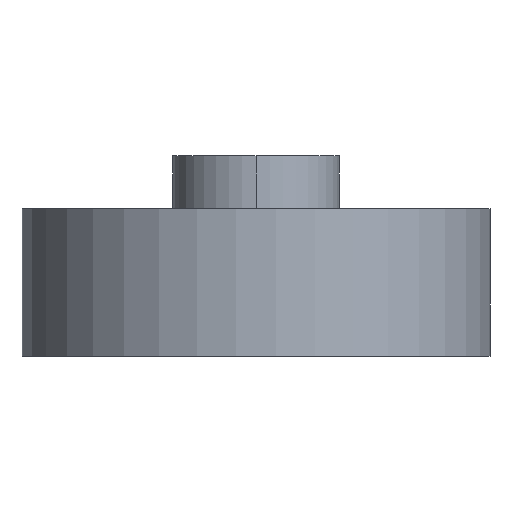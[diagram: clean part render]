
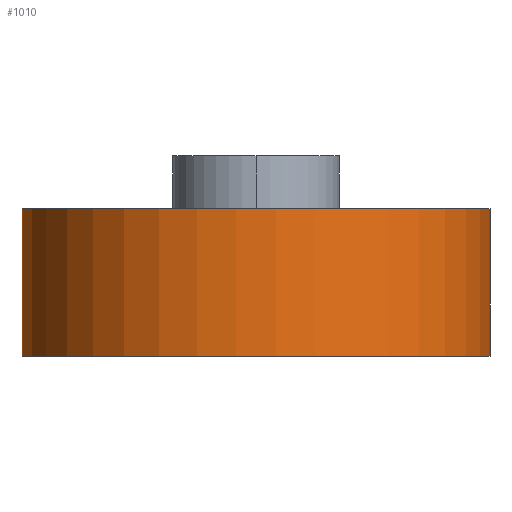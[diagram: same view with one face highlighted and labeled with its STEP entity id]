
A CAD part, left-side view. The second image highlights one B-rep face of the part: STEP entity #1010.
In plain terms, the highlighted cylindrical face has radius 11.1 mm (diameter 22.2 mm), a partial arc.
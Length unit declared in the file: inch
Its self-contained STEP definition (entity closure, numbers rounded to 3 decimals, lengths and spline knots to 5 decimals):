
#30 = DIRECTION ( 'NONE',  ( 0., 0., 1. ) ) ;
#105 = VERTEX_POINT ( 'NONE', #981 ) ;
#113 = ORIENTED_EDGE ( 'NONE', *, *, #456, .F. ) ;
#156 = CARTESIAN_POINT ( 'NONE',  ( 0.3433, -0.27041, 0. ) ) ;
#219 = VERTEX_POINT ( 'NONE', #645 ) ;
#234 = ORIENTED_EDGE ( 'NONE', *, *, #943, .F. ) ;
#240 = ORIENTED_EDGE ( 'NONE', *, *, #487, .T. ) ;
#266 = DIRECTION ( 'NONE',  ( 0., 0., 1. ) ) ;
#300 = VERTEX_POINT ( 'NONE', #156 ) ;
#311 = VECTOR ( 'NONE', #266, 39.37008 ) ;
#332 = AXIS2_PLACEMENT_3D ( 'NONE', #442, #30, #869 ) ;
#359 = CARTESIAN_POINT ( 'NONE',  ( 0., 0., -0.27559 ) ) ;
#395 = DIRECTION ( 'NONE',  ( 1., 0., 0. ) ) ;
#400 = LINE ( 'NONE', #766, #311 ) ;
#442 = CARTESIAN_POINT ( 'NONE',  ( 0., 0., 0. ) ) ;
#456 = EDGE_CURVE ( 'NONE', #648, #219, #714, .T. ) ;
#481 = CYLINDRICAL_SURFACE ( 'NONE', #879, 0.43701 ) ;
#487 = EDGE_CURVE ( 'NONE', #648, #300, #400, .T. ) ;
#547 = CIRCLE ( 'NONE', #332, 0.43701 ) ;
#559 = CARTESIAN_POINT ( 'NONE',  ( 0.3433, 0.27041, -0.26772 ) ) ;
#565 = AXIS2_PLACEMENT_3D ( 'NONE', #359, #854, #682 ) ;
#598 = EDGE_CURVE ( 'NONE', #105, #300, #547, .T. ) ;
#611 = CARTESIAN_POINT ( 'NONE',  ( 0.3433, -0.27041, -0.27559 ) ) ;
#645 = CARTESIAN_POINT ( 'NONE',  ( 0.3433, 0.27041, -0.27559 ) ) ;
#648 = VERTEX_POINT ( 'NONE', #611 ) ;
#682 = DIRECTION ( 'NONE',  ( 1., 0., 0. ) ) ;
#714 = CIRCLE ( 'NONE', #565, 0.43701 ) ;
#738 = VECTOR ( 'NONE', #928, 39.37008 ) ;
#766 = CARTESIAN_POINT ( 'NONE',  ( 0.3433, -0.27041, -0.26772 ) ) ;
#840 = CARTESIAN_POINT ( 'NONE',  ( 0., 0., -0.26772 ) ) ;
#854 = DIRECTION ( 'NONE',  ( 0., 0., -1. ) ) ;
#869 = DIRECTION ( 'NONE',  ( -1., 0., 0. ) ) ;
#879 = AXIS2_PLACEMENT_3D ( 'NONE', #840, #936, #395 ) ;
#928 = DIRECTION ( 'NONE',  ( 0., 0., 1. ) ) ;
#934 = EDGE_LOOP ( 'NONE', ( #240, #955, #234, #113 ) ) ;
#936 = DIRECTION ( 'NONE',  ( 0., 0., 1. ) ) ;
#943 = EDGE_CURVE ( 'NONE', #219, #105, #1002, .T. ) ;
#949 = FACE_OUTER_BOUND ( 'NONE', #934, .T. ) ;
#955 = ORIENTED_EDGE ( 'NONE', *, *, #598, .F. ) ;
#981 = CARTESIAN_POINT ( 'NONE',  ( 0.3433, 0.27041, 0. ) ) ;
#1002 = LINE ( 'NONE', #559, #738 ) ;
#1010 = ADVANCED_FACE ( 'NONE', ( #949 ), #481, .T. ) ;
